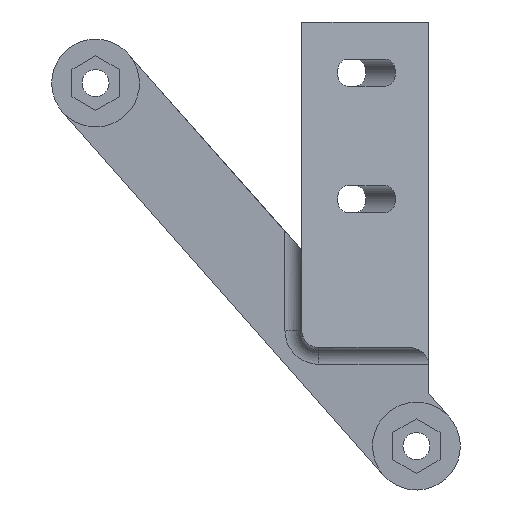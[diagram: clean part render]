
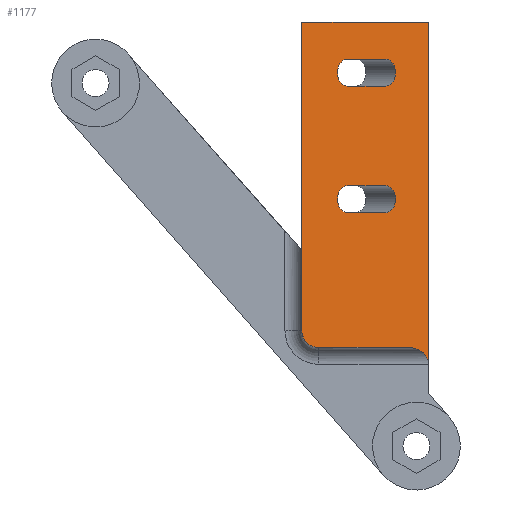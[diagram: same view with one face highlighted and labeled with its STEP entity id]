
A CAD part, front view. The second image highlights one B-rep face of the part: STEP entity #1177.
In plain terms, the highlighted planar face has unit normal (0.643, -0.766, 0).
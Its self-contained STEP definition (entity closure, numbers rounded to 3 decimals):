
#19=FACE_BOUND('',#164,.T.);
#20=FACE_BOUND('',#165,.T.);
#39=PLANE('',#1303);
#97=FACE_OUTER_BOUND('',#163,.T.);
#163=EDGE_LOOP('',(#948,#949,#950,#951,#952,#953));
#164=EDGE_LOOP('',(#954,#955,#956,#957));
#165=EDGE_LOOP('',(#958,#959,#960,#961));
#217=CIRCLE('',#1263,1.6);
#219=CIRCLE('',#1267,1.6);
#225=CIRCLE('',#1281,1.6);
#227=CIRCLE('',#1287,1.6);
#260=LINE('',#1820,#375);
#281=LINE('',#1883,#396);
#284=LINE('',#1889,#399);
#286=LINE('',#1894,#401);
#298=LINE('',#1937,#413);
#301=LINE('',#1941,#416);
#302=LINE('',#1943,#417);
#303=LINE('',#1944,#418);
#375=VECTOR('',#1429,10.);
#396=VECTOR('',#1494,10.);
#399=VECTOR('',#1499,10.);
#401=VECTOR('',#1503,10.);
#413=VECTOR('',#1551,10.);
#416=VECTOR('',#1556,10.);
#417=VECTOR('',#1557,10.);
#418=VECTOR('',#1558,10.);
#487=ELLIPSE('',#1299,3.111,2.);
#488=ELLIPSE('',#1301,2.611,2.);
#529=VERTEX_POINT('',#1817);
#530=VERTEX_POINT('',#1819);
#532=VERTEX_POINT('',#1825);
#535=VERTEX_POINT('',#1835);
#536=VERTEX_POINT('',#1837);
#550=VERTEX_POINT('',#1878);
#552=VERTEX_POINT('',#1887);
#554=VERTEX_POINT('',#1893);
#563=VERTEX_POINT('',#1923);
#564=VERTEX_POINT('',#1924);
#565=VERTEX_POINT('',#1929);
#566=VERTEX_POINT('',#1930);
#567=VERTEX_POINT('',#1936);
#568=VERTEX_POINT('',#1942);
#652=EDGE_CURVE('',#530,#529,#260,.T.);
#656=EDGE_CURVE('',#529,#532,#217,.T.);
#661=EDGE_CURVE('',#536,#535,#219,.T.);
#682=EDGE_CURVE('',#550,#530,#225,.T.);
#685=EDGE_CURVE('',#532,#550,#281,.T.);
#688=EDGE_CURVE('',#535,#552,#284,.T.);
#690=EDGE_CURVE('',#554,#536,#286,.T.);
#693=EDGE_CURVE('',#552,#554,#227,.T.);
#705=EDGE_CURVE('',#563,#564,#487,.T.);
#708=EDGE_CURVE('',#565,#566,#488,.T.);
#712=EDGE_CURVE('',#567,#566,#298,.T.);
#715=EDGE_CURVE('',#564,#565,#301,.T.);
#716=EDGE_CURVE('',#563,#568,#302,.T.);
#717=EDGE_CURVE('',#567,#568,#303,.T.);
#948=ORIENTED_EDGE('',*,*,#708,.F.);
#949=ORIENTED_EDGE('',*,*,#715,.F.);
#950=ORIENTED_EDGE('',*,*,#705,.F.);
#951=ORIENTED_EDGE('',*,*,#716,.T.);
#952=ORIENTED_EDGE('',*,*,#717,.F.);
#953=ORIENTED_EDGE('',*,*,#712,.T.);
#954=ORIENTED_EDGE('',*,*,#685,.T.);
#955=ORIENTED_EDGE('',*,*,#682,.T.);
#956=ORIENTED_EDGE('',*,*,#652,.T.);
#957=ORIENTED_EDGE('',*,*,#656,.T.);
#958=ORIENTED_EDGE('',*,*,#690,.T.);
#959=ORIENTED_EDGE('',*,*,#661,.T.);
#960=ORIENTED_EDGE('',*,*,#688,.T.);
#961=ORIENTED_EDGE('',*,*,#693,.T.);
#1177=ADVANCED_FACE('',(#97,#19,#20),#39,.T.);
#1263=AXIS2_PLACEMENT_3D('',#1827,#1436,#1437);
#1267=AXIS2_PLACEMENT_3D('',#1838,#1447,#1448);
#1281=AXIS2_PLACEMENT_3D('',#1879,#1488,#1489);
#1287=AXIS2_PLACEMENT_3D('',#1898,#1509,#1510);
#1299=AXIS2_PLACEMENT_3D('',#1925,#1538,#1539);
#1301=AXIS2_PLACEMENT_3D('',#1931,#1544,#1545);
#1303=AXIS2_PLACEMENT_3D('',#1940,#1554,#1555);
#1429=DIRECTION('',(-0.766,-0.643,0.));
#1436=DIRECTION('center_axis',(-0.643,0.766,0.));
#1437=DIRECTION('ref_axis',(0.,0.,1.));
#1447=DIRECTION('center_axis',(-0.643,0.766,0.));
#1448=DIRECTION('ref_axis',(0.,0.,1.));
#1488=DIRECTION('center_axis',(-0.643,0.766,0.));
#1489=DIRECTION('ref_axis',(0.,0.,-1.));
#1494=DIRECTION('',(0.766,0.643,0.));
#1499=DIRECTION('',(-0.766,-0.643,0.));
#1503=DIRECTION('',(0.766,0.643,0.));
#1509=DIRECTION('center_axis',(-0.643,0.766,0.));
#1510=DIRECTION('ref_axis',(0.,0.,-1.));
#1538=DIRECTION('center_axis',(0.643,-0.766,0.));
#1539=DIRECTION('ref_axis',(0.766,0.643,0.));
#1544=DIRECTION('center_axis',(-0.643,0.766,0.));
#1545=DIRECTION('ref_axis',(-0.766,-0.643,0.));
#1551=DIRECTION('',(0.,0.,-1.));
#1554=DIRECTION('center_axis',(0.643,-0.766,0.));
#1555=DIRECTION('ref_axis',(-0.766,-0.643,0.));
#1556=DIRECTION('',(-0.766,-0.643,0.));
#1557=DIRECTION('',(0.,0.,1.));
#1558=DIRECTION('',(0.766,0.643,0.));
#1817=CARTESIAN_POINT('',(-8.561,-5.523,34.934));
#1819=CARTESIAN_POINT('',(-4.118,-1.795,34.934));
#1820=CARTESIAN_POINT('',(-1.559,0.353,34.934));
#1825=CARTESIAN_POINT('',(-8.561,-5.523,38.134));
#1827=CARTESIAN_POINT('Origin',(-8.561,-5.523,36.534));
#1835=CARTESIAN_POINT('',(-4.118,-1.795,19.934));
#1837=CARTESIAN_POINT('',(-4.118,-1.795,23.134));
#1838=CARTESIAN_POINT('Origin',(-4.118,-1.795,21.534));
#1878=CARTESIAN_POINT('',(-4.118,-1.795,38.134));
#1879=CARTESIAN_POINT('Origin',(-4.118,-1.795,36.534));
#1883=CARTESIAN_POINT('',(-3.781,-1.511,38.134));
#1887=CARTESIAN_POINT('',(-8.561,-5.523,19.934));
#1889=CARTESIAN_POINT('',(-1.559,0.353,19.934));
#1893=CARTESIAN_POINT('',(-8.561,-5.523,23.134));
#1894=CARTESIAN_POINT('',(-3.781,-1.511,23.134));
#1898=CARTESIAN_POINT('Origin',(-8.561,-5.523,21.534));
#1923=CARTESIAN_POINT('',(1.,2.5,1.984));
#1924=CARTESIAN_POINT('',(-1.384,0.5,3.984));
#1925=CARTESIAN_POINT('Origin',(-1.384,0.5,1.984));
#1929=CARTESIAN_POINT('',(-12.,-8.408,3.984));
#1930=CARTESIAN_POINT('',(-14.,-10.086,5.984));
#1931=CARTESIAN_POINT('Origin',(-12.,-8.408,5.984));
#1936=CARTESIAN_POINT('',(-14.,-10.086,42.534));
#1937=CARTESIAN_POINT('',(-14.,-10.086,42.534));
#1940=CARTESIAN_POINT('Origin',(1.,2.5,42.534));
#1941=CARTESIAN_POINT('',(-14.,-10.086,3.984));
#1942=CARTESIAN_POINT('',(1.,2.5,42.534));
#1943=CARTESIAN_POINT('',(1.,2.5,-1.466));
#1944=CARTESIAN_POINT('',(-14.,-10.086,42.534));
